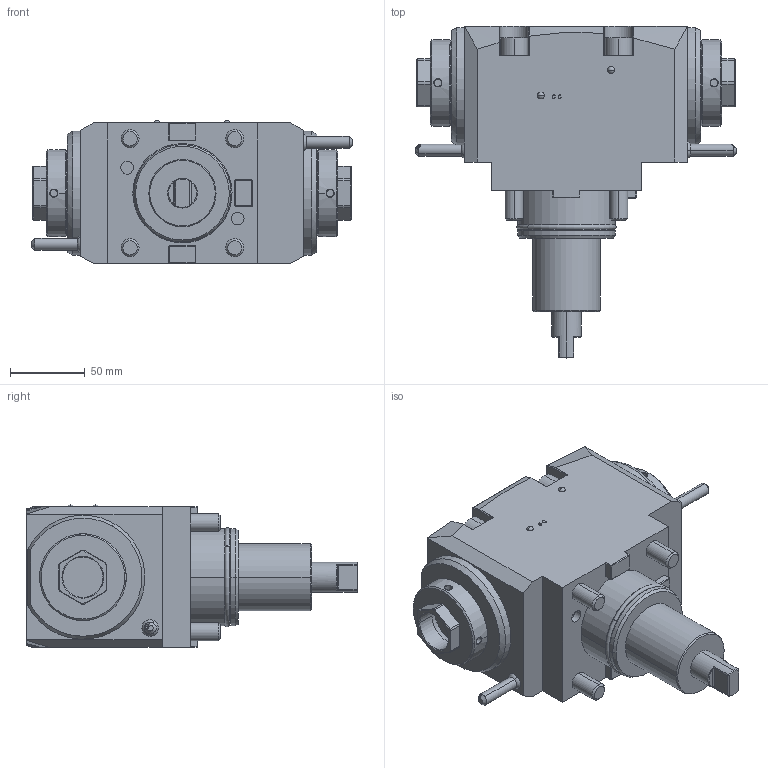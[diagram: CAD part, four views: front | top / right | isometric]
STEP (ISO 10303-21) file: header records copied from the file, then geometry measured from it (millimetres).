
FILE_DESCRIPTION((''),'2;1');
FILE_NAME('NGT2_65_201_32D_1_3_72_DO','2020-04-02T',('Vali'),('NOVA GRUP'),'PRO/ENGINEER BY PARAMETRIC TECHNOLOGY CORPORATION, 2010280','PRO/ENGINEER BY PARAMETRIC TECHNOLOGY CORPORATION, 2010280','');
FILE_SCHEMA(('CONFIG_CONTROL_DESIGN'));
Length unit declared in the file: millimetre
Products named in the file (1): NGT2_65_201_32D_1_3_72_DO
Bounding box: 214.09 x 222 x 95.6 mm (x, y, z)
Volume: 1792282.7 mm3; surface area: 125017.2 mm2
Topology: 2 solids, 2 shells, 400 faces, 958 edges, 596 vertices
Faces by surface type: plane 172, cylinder 116, cone 70, bspline 22, torus 8, sphere 8, extrusion 4
Entity records: 13349 total; most frequent: CARTESIAN_POINT 4273, ORIENTED_EDGE 1908, DIRECTION 1786, EDGE_CURVE 954, AXIS2_PLACEMENT_3D 640, VERTEX_POINT 596, VECTOR 506, LINE 502
